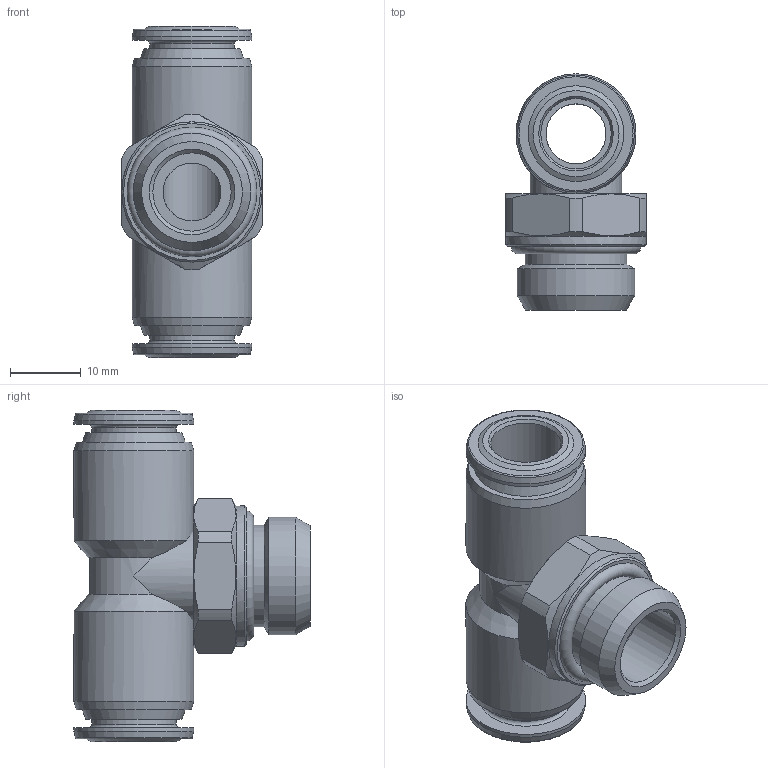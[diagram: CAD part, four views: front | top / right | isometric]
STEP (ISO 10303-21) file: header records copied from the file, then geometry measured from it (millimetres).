
FILE_DESCRIPTION(/* description */ ('STEP AP214'),/* implementation_level */ '2;1');
FILE_NAME(/* name */ '8085695_NPQR-T-G38-Q10',/* time_stamp */ '2024-09-13T08:48:16+02:00',/* author */ ('License CC BY-ND 4.0'),/* organization */ ('CADENAS'),/* preprocessor_version */ 'ST-DEVELOPER v19.3',/* originating_system */ 'PARTsolutions',/* authorisation */ ' ');
FILE_SCHEMA (('AUTOMOTIVE_DESIGN {1 0 10303 214 3 1 1}'));
Length unit declared in the file: millimetre
Products named in the file (1): 8085695 NPQR-T-G38-Q10---(high)
Bounding box: 20 x 33.5 x 47 mm (x, y, z)
Volume: 9207 mm3; surface area: 6468.7 mm2
Topology: 1 solids, 1 shells, 76 faces, 158 edges, 97 vertices
Faces by surface type: plane 25, cylinder 23, cone 23, torus 5
Full cylindrical faces by diameter (mm): 8.2 x1, 8.5 x1, 10 x2, 11.1 x1, 12 x2, 13 x1, 14.4 x1, 16.662 x1, 17 x4, 19.9 x1
Entity records: 2439 total; most frequent: CARTESIAN_POINT 405, DIRECTION 326, ORIENTED_EDGE 238, AXIS2_PLACEMENT_3D 155, EDGE_LOOP 128, FACE_BOUND 128, EDGE_CURVE 119, VERTEX_POINT 93
